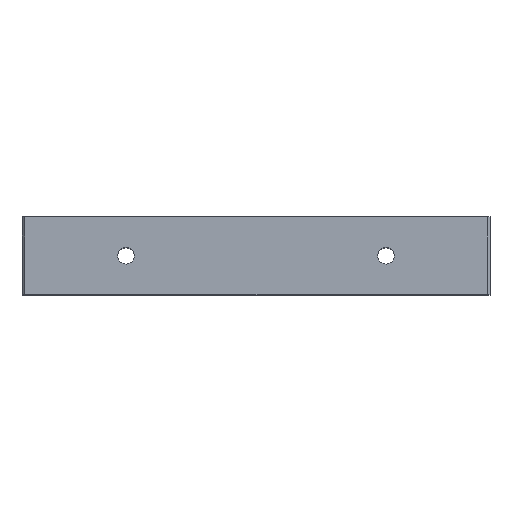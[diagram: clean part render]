
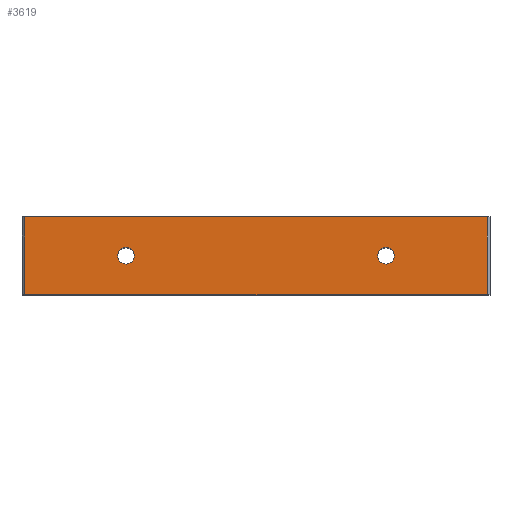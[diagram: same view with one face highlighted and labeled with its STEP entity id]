
A CAD part, top view. The second image highlights one B-rep face of the part: STEP entity #3619.
In plain terms, the highlighted planar face has unit normal (0, 0, 1).
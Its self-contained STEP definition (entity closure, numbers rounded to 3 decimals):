
#1270 = CYLINDRICAL_SURFACE('',#1271,1.6);
#1271 = AXIS2_PLACEMENT_3D('',#1272,#1273,#1274);
#1272 = CARTESIAN_POINT('',(-25.,0.,-40.));
#1273 = DIRECTION('',(-0.,-0.,-1.));
#1274 = DIRECTION('',(1.,0.,0.));
#2037 = CYLINDRICAL_SURFACE('',#2038,1.6);
#2038 = AXIS2_PLACEMENT_3D('',#2039,#2040,#2041);
#2039 = CARTESIAN_POINT('',(25.,0.,-40.));
#2040 = DIRECTION('',(-0.,-0.,-1.));
#2041 = DIRECTION('',(1.,0.,0.));
#2256 = PLANE('',#2257);
#2257 = AXIS2_PLACEMENT_3D('',#2258,#2259,#2260);
#2258 = CARTESIAN_POINT('',(-45.,-7.5,22.5));
#2259 = DIRECTION('',(-0.,1.,0.));
#2260 = DIRECTION('',(1.,0.,0.));
#2312 = PLANE('',#2313);
#2313 = AXIS2_PLACEMENT_3D('',#2314,#2315,#2316);
#2314 = CARTESIAN_POINT('',(45.,7.5,22.5));
#2315 = DIRECTION('',(-0.,-1.,0.));
#2316 = DIRECTION('',(-1.,0.,0.));
#2464 = VERTEX_POINT('',#2465);
#2465 = CARTESIAN_POINT('',(-23.4,0.,27.5));
#2486 = EDGE_CURVE('',#2464,#2464,#2487,.T.);
#2487 = SURFACE_CURVE('',#2488,(#2493,#2500),.PCURVE_S1.);
#2488 = CIRCLE('',#2489,1.6);
#2489 = AXIS2_PLACEMENT_3D('',#2490,#2491,#2492);
#2490 = CARTESIAN_POINT('',(-25.,0.,27.5));
#2491 = DIRECTION('',(0.,0.,1.));
#2492 = DIRECTION('',(1.,0.,0.));
#2493 = PCURVE('',#1270,#2494);
#2494 = DEFINITIONAL_REPRESENTATION('',(#2495),#2499);
#2495 = LINE('',#2496,#2497);
#2496 = CARTESIAN_POINT('',(-0.,-67.5));
#2497 = VECTOR('',#2498,1.);
#2498 = DIRECTION('',(-1.,-0.));
#2499 = ( GEOMETRIC_REPRESENTATION_CONTEXT(2) 
PARAMETRIC_REPRESENTATION_CONTEXT() REPRESENTATION_CONTEXT('2D SPACE',''
  ) );
#2500 = PCURVE('',#2501,#2506);
#2501 = PLANE('',#2502);
#2502 = AXIS2_PLACEMENT_3D('',#2503,#2504,#2505);
#2503 = CARTESIAN_POINT('',(0.,0.,27.5));
#2504 = DIRECTION('',(0.,0.,1.));
#2505 = DIRECTION('',(1.,0.,-0.));
#2506 = DEFINITIONAL_REPRESENTATION('',(#2507),#2511);
#2507 = CIRCLE('',#2508,1.6);
#2508 = AXIS2_PLACEMENT_2D('',#2509,#2510);
#2509 = CARTESIAN_POINT('',(-25.,0.));
#2510 = DIRECTION('',(1.,0.));
#2511 = ( GEOMETRIC_REPRESENTATION_CONTEXT(2) 
PARAMETRIC_REPRESENTATION_CONTEXT() REPRESENTATION_CONTEXT('2D SPACE',''
  ) );
#3167 = VERTEX_POINT('',#3168);
#3168 = CARTESIAN_POINT('',(26.6,0.,27.5));
#3189 = EDGE_CURVE('',#3167,#3167,#3190,.T.);
#3190 = SURFACE_CURVE('',#3191,(#3196,#3203),.PCURVE_S1.);
#3191 = CIRCLE('',#3192,1.6);
#3192 = AXIS2_PLACEMENT_3D('',#3193,#3194,#3195);
#3193 = CARTESIAN_POINT('',(25.,0.,27.5));
#3194 = DIRECTION('',(0.,0.,1.));
#3195 = DIRECTION('',(1.,0.,-0.));
#3196 = PCURVE('',#2037,#3197);
#3197 = DEFINITIONAL_REPRESENTATION('',(#3198),#3202);
#3198 = LINE('',#3199,#3200);
#3199 = CARTESIAN_POINT('',(-0.,-67.5));
#3200 = VECTOR('',#3201,1.);
#3201 = DIRECTION('',(-1.,-0.));
#3202 = ( GEOMETRIC_REPRESENTATION_CONTEXT(2) 
PARAMETRIC_REPRESENTATION_CONTEXT() REPRESENTATION_CONTEXT('2D SPACE',''
  ) );
#3203 = PCURVE('',#2501,#3204);
#3204 = DEFINITIONAL_REPRESENTATION('',(#3205),#3209);
#3205 = CIRCLE('',#3206,1.6);
#3206 = AXIS2_PLACEMENT_2D('',#3207,#3208);
#3207 = CARTESIAN_POINT('',(25.,0.));
#3208 = DIRECTION('',(1.,0.));
#3209 = ( GEOMETRIC_REPRESENTATION_CONTEXT(2) 
PARAMETRIC_REPRESENTATION_CONTEXT() REPRESENTATION_CONTEXT('2D SPACE',''
  ) );
#3247 = VERTEX_POINT('',#3248);
#3248 = CARTESIAN_POINT('',(-44.5,-7.5,27.5));
#3262 = PLANE('',#3263);
#3263 = AXIS2_PLACEMENT_3D('',#3264,#3265,#3266);
#3264 = CARTESIAN_POINT('',(-44.75,7.5,27.25));
#3265 = DIRECTION('',(0.707,0.,-0.707)
  );
#3266 = DIRECTION('',(0.,-1.,0.));
#3274 = EDGE_CURVE('',#3247,#3275,#3277,.T.);
#3275 = VERTEX_POINT('',#3276);
#3276 = CARTESIAN_POINT('',(44.5,-7.5,27.5));
#3277 = SURFACE_CURVE('',#3278,(#3282,#3289),.PCURVE_S1.);
#3278 = LINE('',#3279,#3280);
#3279 = CARTESIAN_POINT('',(-45.,-7.5,27.5));
#3280 = VECTOR('',#3281,1.);
#3281 = DIRECTION('',(1.,0.,0.));
#3282 = PCURVE('',#2256,#3283);
#3283 = DEFINITIONAL_REPRESENTATION('',(#3284),#3288);
#3284 = LINE('',#3285,#3286);
#3285 = CARTESIAN_POINT('',(0.,-5.));
#3286 = VECTOR('',#3287,1.);
#3287 = DIRECTION('',(1.,0.));
#3288 = ( GEOMETRIC_REPRESENTATION_CONTEXT(2) 
PARAMETRIC_REPRESENTATION_CONTEXT() REPRESENTATION_CONTEXT('2D SPACE',''
  ) );
#3289 = PCURVE('',#2501,#3290);
#3290 = DEFINITIONAL_REPRESENTATION('',(#3291),#3295);
#3291 = LINE('',#3292,#3293);
#3292 = CARTESIAN_POINT('',(-45.,-7.5));
#3293 = VECTOR('',#3294,1.);
#3294 = DIRECTION('',(1.,0.));
#3295 = ( GEOMETRIC_REPRESENTATION_CONTEXT(2) 
PARAMETRIC_REPRESENTATION_CONTEXT() REPRESENTATION_CONTEXT('2D SPACE',''
  ) );
#3313 = PLANE('',#3314);
#3314 = AXIS2_PLACEMENT_3D('',#3315,#3316,#3317);
#3315 = CARTESIAN_POINT('',(44.75,-7.5,27.25));
#3316 = DIRECTION('',(-0.707,0.,
    -0.707));
#3317 = DIRECTION('',(0.,1.,0.));
#3521 = VERTEX_POINT('',#3522);
#3522 = CARTESIAN_POINT('',(44.5,7.5,27.5));
#3543 = EDGE_CURVE('',#3521,#3544,#3546,.T.);
#3544 = VERTEX_POINT('',#3545);
#3545 = CARTESIAN_POINT('',(-44.5,7.5,27.5));
#3546 = SURFACE_CURVE('',#3547,(#3551,#3558),.PCURVE_S1.);
#3547 = LINE('',#3548,#3549);
#3548 = CARTESIAN_POINT('',(45.,7.5,27.5));
#3549 = VECTOR('',#3550,1.);
#3550 = DIRECTION('',(-1.,0.,0.));
#3551 = PCURVE('',#2312,#3552);
#3552 = DEFINITIONAL_REPRESENTATION('',(#3553),#3557);
#3553 = LINE('',#3554,#3555);
#3554 = CARTESIAN_POINT('',(0.,-5.));
#3555 = VECTOR('',#3556,1.);
#3556 = DIRECTION('',(1.,0.));
#3557 = ( GEOMETRIC_REPRESENTATION_CONTEXT(2) 
PARAMETRIC_REPRESENTATION_CONTEXT() REPRESENTATION_CONTEXT('2D SPACE',''
  ) );
#3558 = PCURVE('',#2501,#3559);
#3559 = DEFINITIONAL_REPRESENTATION('',(#3560),#3564);
#3560 = LINE('',#3561,#3562);
#3561 = CARTESIAN_POINT('',(45.,7.5));
#3562 = VECTOR('',#3563,1.);
#3563 = DIRECTION('',(-1.,0.));
#3564 = ( GEOMETRIC_REPRESENTATION_CONTEXT(2) 
PARAMETRIC_REPRESENTATION_CONTEXT() REPRESENTATION_CONTEXT('2D SPACE',''
  ) );
#3619 = ADVANCED_FACE('',(#3620,#3666,#3669),#2501,.T.);
#3620 = FACE_BOUND('',#3621,.T.);
#3621 = EDGE_LOOP('',(#3622,#3623,#3644,#3645));
#3622 = ORIENTED_EDGE('',*,*,#3274,.T.);
#3623 = ORIENTED_EDGE('',*,*,#3624,.T.);
#3624 = EDGE_CURVE('',#3275,#3521,#3625,.T.);
#3625 = SURFACE_CURVE('',#3626,(#3630,#3637),.PCURVE_S1.);
#3626 = LINE('',#3627,#3628);
#3627 = CARTESIAN_POINT('',(44.5,-7.5,27.5));
#3628 = VECTOR('',#3629,1.);
#3629 = DIRECTION('',(0.,1.,0.));
#3630 = PCURVE('',#2501,#3631);
#3631 = DEFINITIONAL_REPRESENTATION('',(#3632),#3636);
#3632 = LINE('',#3633,#3634);
#3633 = CARTESIAN_POINT('',(44.5,-7.5));
#3634 = VECTOR('',#3635,1.);
#3635 = DIRECTION('',(0.,1.));
#3636 = ( GEOMETRIC_REPRESENTATION_CONTEXT(2) 
PARAMETRIC_REPRESENTATION_CONTEXT() REPRESENTATION_CONTEXT('2D SPACE',''
  ) );
#3637 = PCURVE('',#3313,#3638);
#3638 = DEFINITIONAL_REPRESENTATION('',(#3639),#3643);
#3639 = LINE('',#3640,#3641);
#3640 = CARTESIAN_POINT('',(0.,-0.354));
#3641 = VECTOR('',#3642,1.);
#3642 = DIRECTION('',(1.,0.));
#3643 = ( GEOMETRIC_REPRESENTATION_CONTEXT(2) 
PARAMETRIC_REPRESENTATION_CONTEXT() REPRESENTATION_CONTEXT('2D SPACE',''
  ) );
#3644 = ORIENTED_EDGE('',*,*,#3543,.T.);
#3645 = ORIENTED_EDGE('',*,*,#3646,.T.);
#3646 = EDGE_CURVE('',#3544,#3247,#3647,.T.);
#3647 = SURFACE_CURVE('',#3648,(#3652,#3659),.PCURVE_S1.);
#3648 = LINE('',#3649,#3650);
#3649 = CARTESIAN_POINT('',(-44.5,7.5,27.5));
#3650 = VECTOR('',#3651,1.);
#3651 = DIRECTION('',(0.,-1.,0.));
#3652 = PCURVE('',#2501,#3653);
#3653 = DEFINITIONAL_REPRESENTATION('',(#3654),#3658);
#3654 = LINE('',#3655,#3656);
#3655 = CARTESIAN_POINT('',(-44.5,7.5));
#3656 = VECTOR('',#3657,1.);
#3657 = DIRECTION('',(0.,-1.));
#3658 = ( GEOMETRIC_REPRESENTATION_CONTEXT(2) 
PARAMETRIC_REPRESENTATION_CONTEXT() REPRESENTATION_CONTEXT('2D SPACE',''
  ) );
#3659 = PCURVE('',#3262,#3660);
#3660 = DEFINITIONAL_REPRESENTATION('',(#3661),#3665);
#3661 = LINE('',#3662,#3663);
#3662 = CARTESIAN_POINT('',(0.,-0.354));
#3663 = VECTOR('',#3664,1.);
#3664 = DIRECTION('',(1.,0.));
#3665 = ( GEOMETRIC_REPRESENTATION_CONTEXT(2) 
PARAMETRIC_REPRESENTATION_CONTEXT() REPRESENTATION_CONTEXT('2D SPACE',''
  ) );
#3666 = FACE_BOUND('',#3667,.T.);
#3667 = EDGE_LOOP('',(#3668));
#3668 = ORIENTED_EDGE('',*,*,#2486,.F.);
#3669 = FACE_BOUND('',#3670,.T.);
#3670 = EDGE_LOOP('',(#3671));
#3671 = ORIENTED_EDGE('',*,*,#3189,.F.);
